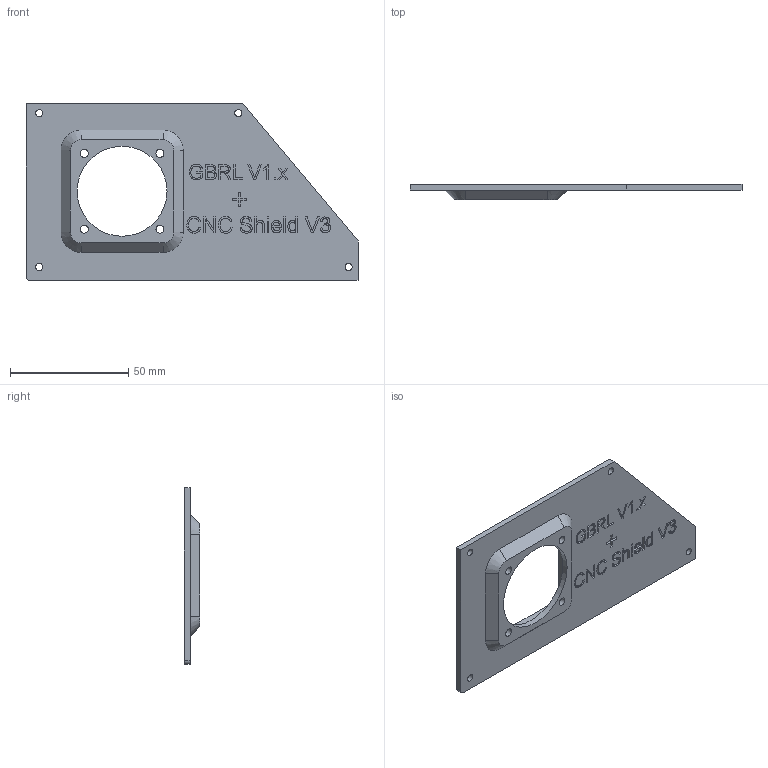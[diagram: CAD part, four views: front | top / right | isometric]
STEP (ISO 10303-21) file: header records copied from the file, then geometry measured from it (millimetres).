
FILE_DESCRIPTION(('FreeCAD Model'),'2;1');
FILE_NAME( 'tapa caja.step', '2018-02-12T08:21:43',('Author'),(''), 'Open CASCADE STEP processor 6.8','FreeCAD','Unknown');
FILE_SCHEMA(('AUTOMOTIVE_DESIGN_CC2 { 1 2 10303 214 -1 1 5 4 }'));
Length unit declared in the file: millimetre
Products named in the file (2): ASSEMBLY; Tapa_caja_electronica
Assembly tree (1 placements, depth 2):
  ASSEMBLY
    Tapa_caja_electronica
Bounding box: 140.27 x 6.5 x 74.6 mm (x, y, z)
Volume: 21806.4 mm3; surface area: 18700.4 mm2
Topology: 1 solids, 1 shells, 408 faces, 1126 edges, 748 vertices
Faces by surface type: extrusion 216, plane 174, cylinder 14, cone 4
Full cylindrical faces by diameter (mm): 3 x4, 3.4 x4, 38 x1
Entity records: 30745 total; most frequent: CARTESIAN_POINT 6798, DIRECTION 3113, VECTOR 2646, LINE 2430, ORIENTED_EDGE 2252, PCURVE 2252, DEFINITIONAL_REPRESENTATION 2252, EDGE_CURVE 1126
